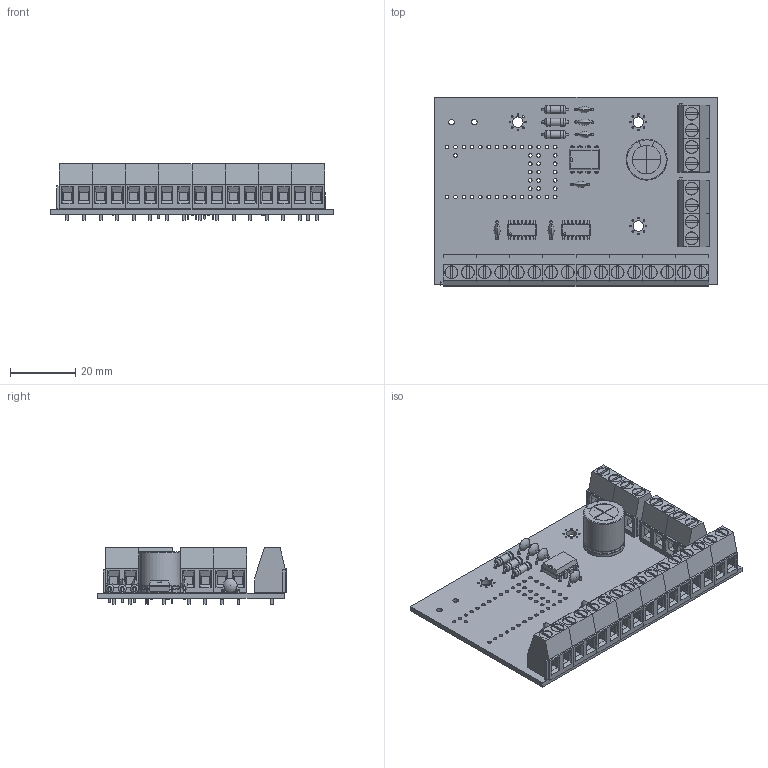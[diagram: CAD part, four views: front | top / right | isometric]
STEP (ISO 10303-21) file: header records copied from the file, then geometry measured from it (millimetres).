
FILE_DESCRIPTION(('KiCad electronic assembly'),'2;1');
FILE_NAME('RPI4_LEDs.step','2022-07-13T17:12:18',('An Author'),( 'A Company'),'Open CASCADE STEP processor 6.9', 'KiCad to STEP converter','Unknown');
FILE_SCHEMA(('AUTOMOTIVE_DESIGN { 1 0 10303 214 1 1 1 1 }'));
Length unit declared in the file: millimetre
Products named in the file (14): Open CASCADE STEP translator 6.9 1; C_Disc_D4.3mm_W1.9mm_P5.00mm; SOLID; CP_Radial_D12.5mm_P5.00mm; R_Axial_DIN0207_L6.3mm_D2.5mm_P7.62mm_Horizontal; TerminalBlock_Phoenix_MKDS-1,5-2-5.08_1x02_P5.08mm_Horizontal; DIP-8_W7.62mm; SOIC-14_3.9x8.7mm_P1.27mm; COMPOUND
Assembly tree (32 placements, depth 3):
  Open CASCADE STEP translator 6.9 1
    C_Disc_D4.3mm_W1.9mm_P5.00mm  x6
      SOLID
    CP_Radial_D12.5mm_P5.00mm
      SOLID
    R_Axial_DIN0207_L6.3mm_D2.5mm_P7.62mm_Horizontal  x3
      SOLID
    TerminalBlock_Phoenix_MKDS-1,5-2-5.08_1x02_P5.08mm_Horizontal  x12
      SOLID
    DIP-8_W7.62mm
      SOLID
    SOIC-14_3.9x8.7mm_P1.27mm  x2
      SOLID
    COMPOUND
Bounding box: 86.36 x 57.94 x 17.3 mm (x, y, z)
Volume: 21907.6 mm3; surface area: 28927.1 mm2
Topology: 26 solids, 27 shells, 1997 faces, 5135 edges, 3246 vertices
Faces by surface type: plane 1396, cylinder 358, bspline 199, revolution 18, torus 14, sphere 12
Full cylindrical faces by diameter (mm): 0.5 x48, 0.6 x8, 0.8 x26, 0.9 x2, 1.1 x44, 1.2 x2, 1.3 x24, 1.7 x2, 2.25 x3, 2.5 x6, 3.2 x3, 3.8 x24, 4 x24
Entity records: 55688 total; most frequent: CARTESIAN_POINT 14927, DIRECTION 6659, LINE 4185, VECTOR 4185, ORIENTED_EDGE 3676, PCURVE 3676, DEFINITIONAL_REPRESENTATION 3676, EDGE_CURVE 1838
